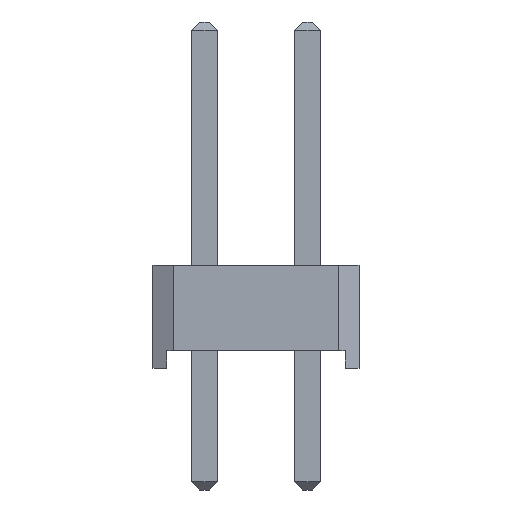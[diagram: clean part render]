
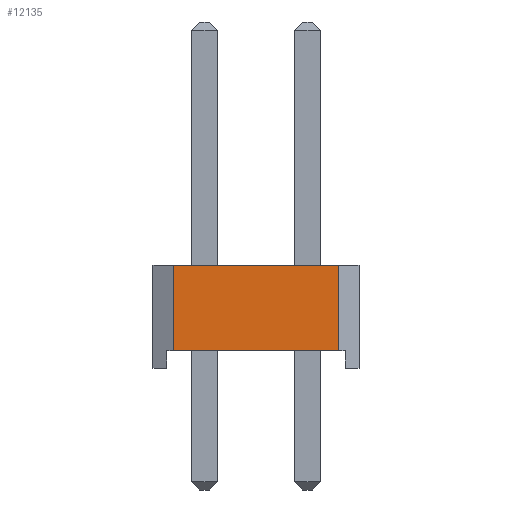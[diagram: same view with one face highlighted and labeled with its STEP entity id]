
A CAD part, front view. The second image highlights one B-rep face of the part: STEP entity #12135.
In plain terms, the highlighted face is planar.
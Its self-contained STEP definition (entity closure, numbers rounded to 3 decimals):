
#468=ORIENTED_EDGE('',*,*,#2790,.T.);
#469=ORIENTED_EDGE('',*,*,#2632,.T.);
#470=ORIENTED_EDGE('',*,*,#2791,.F.);
#471=ORIENTED_EDGE('',*,*,#2712,.F.);
#2632=EDGE_CURVE('',#3848,#3849,#4600,.T.);
#2712=EDGE_CURVE('',#3872,#3873,#4680,.T.);
#2790=EDGE_CURVE('',#3872,#3848,#4758,.T.);
#2791=EDGE_CURVE('',#3873,#3849,#4759,.T.);
#3848=VERTEX_POINT('',#15713);
#3849=VERTEX_POINT('',#15714);
#3872=VERTEX_POINT('',#15838);
#3873=VERTEX_POINT('',#15840);
#4600=LINE('',#15712,#5816);
#4680=LINE('',#15839,#5896);
#4758=LINE('',#15963,#5974);
#4759=LINE('',#15964,#5975);
#5816=VECTOR('',#13342,1000.);
#5896=VECTOR('',#13466,1000.);
#5974=VECTOR('',#13590,1000.);
#5975=VECTOR('',#13591,1000.);
#6945=EDGE_LOOP('',(#468,#469,#470,#471));
#7499=FACE_BOUND('',#6945,.T.);
#8053=PLANE('',#12652);
#12135=ADVANCED_FACE('',(#7499),#8053,.F.);
#12652=AXIS2_PLACEMENT_3D('',#15962,#13588,#13589);
#13342=DIRECTION('',(0.,1.,0.));
#13466=DIRECTION('',(0.,1.,0.));
#13588=DIRECTION('',(-1.,0.,0.));
#13589=DIRECTION('',(0.,0.,1.));
#13590=DIRECTION('',(0.,0.,-1.));
#13591=DIRECTION('',(0.,0.,-1.));
#15712=CARTESIAN_POINT('',(13.97,0.,-3.31));
#15713=CARTESIAN_POINT('',(13.97,-0.832,-3.31));
#15714=CARTESIAN_POINT('',(13.97,1.27,-3.31));
#15838=CARTESIAN_POINT('',(13.97,-0.832,0.77));
#15839=CARTESIAN_POINT('',(13.97,0.,0.77));
#15840=CARTESIAN_POINT('',(13.97,1.27,0.77));
#15962=CARTESIAN_POINT('',(13.97,0.,0.));
#15963=CARTESIAN_POINT('',(13.97,-0.832,0.93));
#15964=CARTESIAN_POINT('',(13.97,1.27,1.27));
